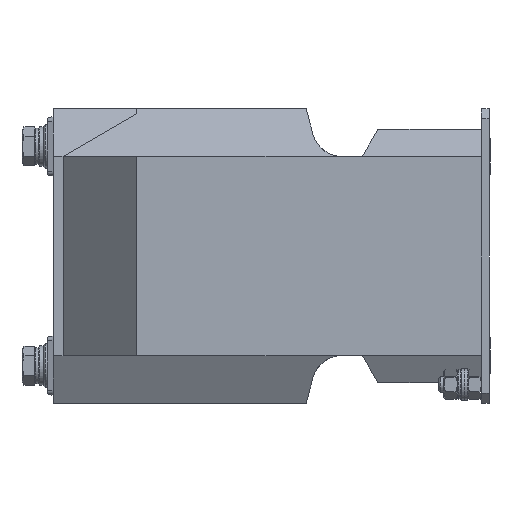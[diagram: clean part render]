
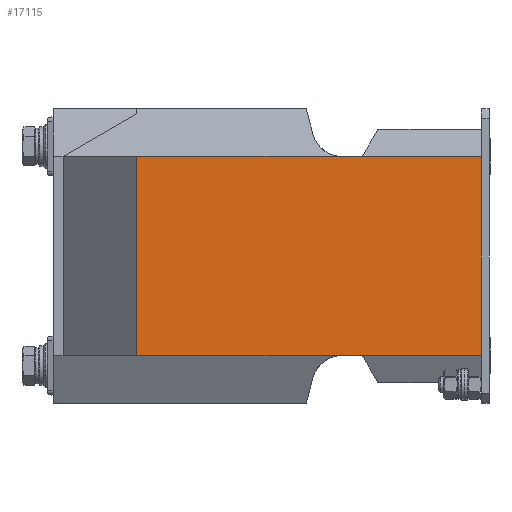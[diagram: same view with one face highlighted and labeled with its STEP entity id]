
A CAD part, left-side view. The second image highlights one B-rep face of the part: STEP entity #17115.
In plain terms, the highlighted planar face has unit normal (-1, 0, 0).
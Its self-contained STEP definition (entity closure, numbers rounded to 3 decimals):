
#713 = DIRECTION ( 'NONE',  ( -1., 0., 0. ) ) ;
#3480 = DIRECTION ( 'NONE',  ( 0., 0., 1. ) ) ;
#4490 = VERTEX_POINT ( 'NONE', #40059 ) ;
#6682 = PLANE ( 'NONE',  #64495 ) ;
#7623 = EDGE_CURVE ( 'NONE', #62378, #30684, #18237, .T. ) ;
#12927 = EDGE_LOOP ( 'NONE', ( #64162, #25838, #58469, #15082 ) ) ;
#15082 = ORIENTED_EDGE ( 'NONE', *, *, #44688, .T. ) ;
#17115 = ADVANCED_FACE ( 'NONE', ( #44368 ), #6682, .T. ) ;
#18237 = LINE ( 'NONE', #79491, #52359 ) ;
#18455 = VERTEX_POINT ( 'NONE', #65132 ) ;
#19612 = VECTOR ( 'NONE', #3480, 1000. ) ;
#22007 = VECTOR ( 'NONE', #38562, 1000. ) ;
#22209 = EDGE_CURVE ( 'NONE', #4490, #18455, #36736, .T. ) ;
#25838 = ORIENTED_EDGE ( 'NONE', *, *, #56577, .F. ) ;
#26359 = DIRECTION ( 'NONE',  ( 0., -1., 0. ) ) ;
#30684 = VERTEX_POINT ( 'NONE', #74200 ) ;
#32158 = CARTESIAN_POINT ( 'NONE',  ( -137.5, 174., -50. ) ) ;
#36736 = LINE ( 'NONE', #80202, #19612 ) ;
#38562 = DIRECTION ( 'NONE',  ( 0., -1., 0. ) ) ;
#39487 = CARTESIAN_POINT ( 'NONE',  ( -137.5, 174., -50. ) ) ;
#40059 = CARTESIAN_POINT ( 'NONE',  ( -137.5, 1., -50. ) ) ;
#41439 = DIRECTION ( 'NONE',  ( 0., 0., 1. ) ) ;
#41662 = VECTOR ( 'NONE', #26359, 1000. ) ;
#44368 = FACE_OUTER_BOUND ( 'NONE', #12927, .T. ) ;
#44688 = EDGE_CURVE ( 'NONE', #62378, #4490, #72879, .T. ) ;
#45864 = DIRECTION ( 'NONE',  ( 0., -1., 0. ) ) ;
#52265 = CARTESIAN_POINT ( 'NONE',  ( -137.5, 174., 50. ) ) ;
#52359 = VECTOR ( 'NONE', #41439, 1000. ) ;
#56577 = EDGE_CURVE ( 'NONE', #30684, #18455, #77487, .T. ) ;
#58469 = ORIENTED_EDGE ( 'NONE', *, *, #7623, .F. ) ;
#62378 = VERTEX_POINT ( 'NONE', #80049 ) ;
#64162 = ORIENTED_EDGE ( 'NONE', *, *, #22209, .T. ) ;
#64495 = AXIS2_PLACEMENT_3D ( 'NONE', #39487, #713, #45864 ) ;
#65132 = CARTESIAN_POINT ( 'NONE',  ( -137.5, 1., 50. ) ) ;
#72879 = LINE ( 'NONE', #32158, #22007 ) ;
#74200 = CARTESIAN_POINT ( 'NONE',  ( -137.5, 174., 50. ) ) ;
#77487 = LINE ( 'NONE', #52265, #41662 ) ;
#79491 = CARTESIAN_POINT ( 'NONE',  ( -137.5, 174., -50. ) ) ;
#80049 = CARTESIAN_POINT ( 'NONE',  ( -137.5, 174., -50. ) ) ;
#80202 = CARTESIAN_POINT ( 'NONE',  ( -137.5, 1., -50. ) ) ;
